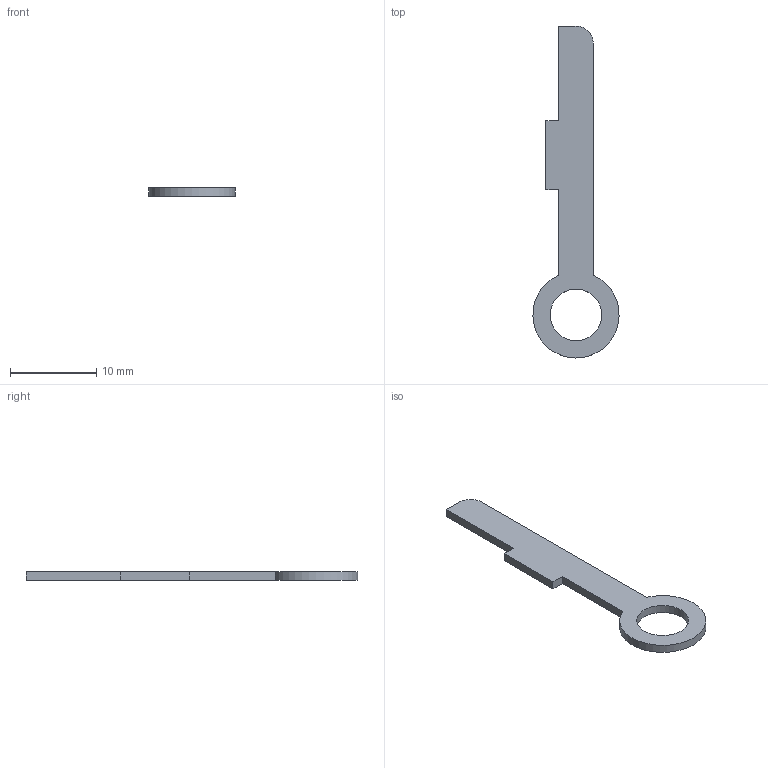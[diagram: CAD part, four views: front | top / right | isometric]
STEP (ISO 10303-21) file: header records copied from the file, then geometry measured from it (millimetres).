
FILE_DESCRIPTION((''),'2;1');
FILE_NAME('SP055_extern.ipt.step','2007-09-10T15:08:17',(''),(''),'Autodesk Inventor 11','Autodesk Inventor 11','');
FILE_SCHEMA(('AUTOMOTIVE_DESIGN { 1 0 10303 214 1 1 1 1 }'));
Length unit declared in the file: millimetre
Products named in the file (1): SP055_extern
Bounding box: 9.99 x 38.5 x 1 mm (x, y, z)
Volume: 176 mm3; surface area: 462 mm2
Topology: 1 solids, 1 shells, 12 faces, 30 edges, 20 vertices
Faces by surface type: plane 9, cylinder 3
Full cylindrical faces by diameter (mm): 6 x1
Entity records: 382 total; most frequent: CARTESIAN_POINT 62, DIRECTION 61, ORIENTED_EDGE 58, EDGE_CURVE 29, VECTOR 23, LINE 23, VERTEX_POINT 20, AXIS2_PLACEMENT_3D 19
